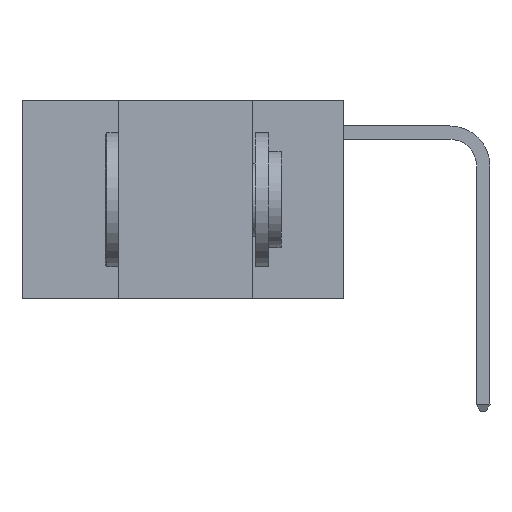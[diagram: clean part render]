
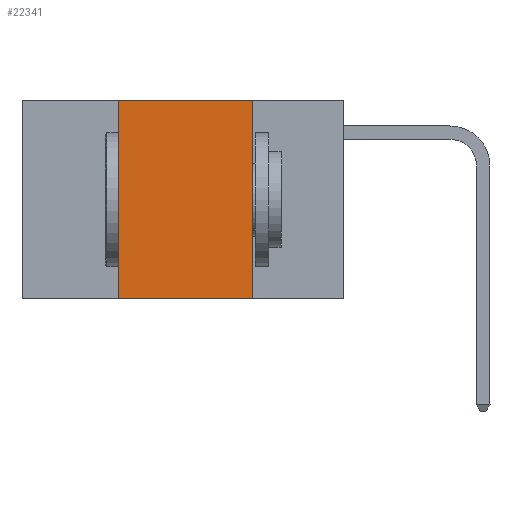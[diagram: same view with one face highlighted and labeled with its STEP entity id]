
A CAD part, left-side view. The second image highlights one B-rep face of the part: STEP entity #22341.
In plain terms, the highlighted planar face has unit normal (-1, 0, 0).
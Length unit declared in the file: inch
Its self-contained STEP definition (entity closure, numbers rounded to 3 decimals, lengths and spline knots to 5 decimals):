
#105 = CARTESIAN_POINT ( 'NONE',  ( 0., 0.6, -0.37 ) ) ;
#521 = VERTEX_POINT ( 'NONE', #7921 ) ;
#1413 = EDGE_CURVE ( 'NONE', #20028, #15003, #17093, .T. ) ;
#1662 = PLANE ( 'NONE',  #22670 ) ;
#1812 = CARTESIAN_POINT ( 'NONE',  ( 0., 0.17, 0. ) ) ;
#3723 = DIRECTION ( 'NONE',  ( 0., 0., -1. ) ) ;
#4390 = DIRECTION ( 'NONE',  ( 0., 0., -1. ) ) ;
#5230 = LINE ( 'NONE', #14691, #11001 ) ;
#5670 = CARTESIAN_POINT ( 'NONE',  ( 0., 0.6, 0. ) ) ;
#5803 = DIRECTION ( 'NONE',  ( 1., 0., 0. ) ) ;
#6377 = ORIENTED_EDGE ( 'NONE', *, *, #19101, .F. ) ;
#6965 = CARTESIAN_POINT ( 'NONE',  ( 0., 0.17, 0. ) ) ;
#7028 = ORIENTED_EDGE ( 'NONE', *, *, #1413, .F. ) ;
#7662 = CARTESIAN_POINT ( 'NONE',  ( 0., 0.42, -0.37 ) ) ;
#7921 = CARTESIAN_POINT ( 'NONE',  ( 0., 0.17, -0.37 ) ) ;
#9120 = EDGE_CURVE ( 'NONE', #15003, #9905, #5230, .T. ) ;
#9905 = VERTEX_POINT ( 'NONE', #6965 ) ;
#11001 = VECTOR ( 'NONE', #11118, 39.37008 ) ;
#11118 = DIRECTION ( 'NONE',  ( 0., -1., 0. ) ) ;
#11120 = ORIENTED_EDGE ( 'NONE', *, *, #18358, .T. ) ;
#14691 = CARTESIAN_POINT ( 'NONE',  ( 0., 0.6, 0. ) ) ;
#15003 = VERTEX_POINT ( 'NONE', #19678 ) ;
#15126 = LINE ( 'NONE', #105, #24607 ) ;
#16499 = EDGE_LOOP ( 'NONE', ( #6377, #21492, #7028, #11120 ) ) ;
#16622 = VECTOR ( 'NONE', #21108, 39.37008 ) ;
#17093 = LINE ( 'NONE', #23292, #16622 ) ;
#18358 = EDGE_CURVE ( 'NONE', #20028, #521, #15126, .T. ) ;
#19101 = EDGE_CURVE ( 'NONE', #9905, #521, #22015, .T. ) ;
#19403 = FACE_OUTER_BOUND ( 'NONE', #16499, .T. ) ;
#19678 = CARTESIAN_POINT ( 'NONE',  ( 0., 0.42, 0. ) ) ;
#20028 = VERTEX_POINT ( 'NONE', #7662 ) ;
#21108 = DIRECTION ( 'NONE',  ( 0., 0., 1. ) ) ;
#21492 = ORIENTED_EDGE ( 'NONE', *, *, #9120, .F. ) ;
#22015 = LINE ( 'NONE', #1812, #24234 ) ;
#22341 = ADVANCED_FACE ( 'NONE', ( #19403 ), #1662, .F. ) ;
#22670 = AXIS2_PLACEMENT_3D ( 'NONE', #5670, #5803, #3723 ) ;
#23292 = CARTESIAN_POINT ( 'NONE',  ( 0., 0.42, 0. ) ) ;
#24234 = VECTOR ( 'NONE', #4390, 39.37008 ) ;
#24607 = VECTOR ( 'NONE', #25197, 39.37008 ) ;
#25197 = DIRECTION ( 'NONE',  ( 0., -1., 0. ) ) ;
